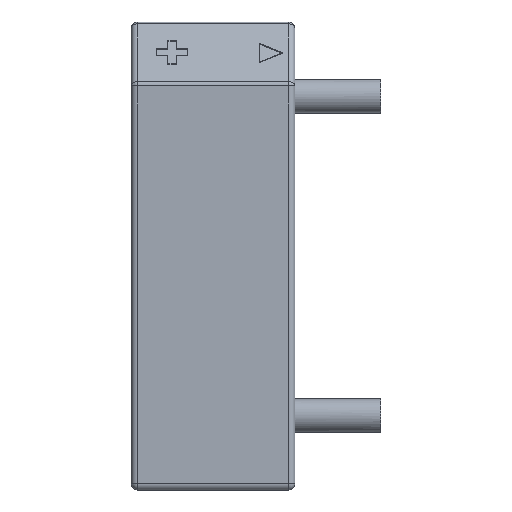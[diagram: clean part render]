
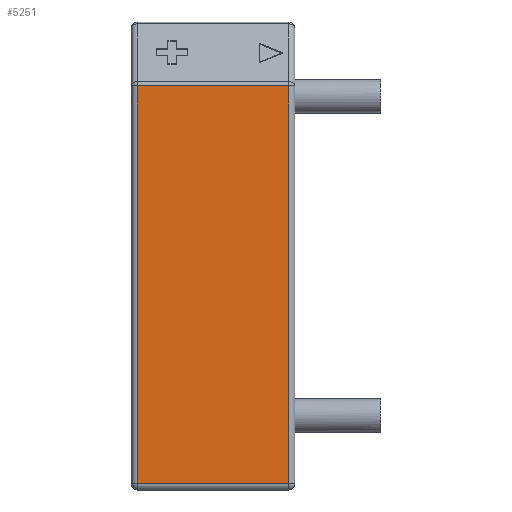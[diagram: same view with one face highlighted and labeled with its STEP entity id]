
A CAD part, left-side view. The second image highlights one B-rep face of the part: STEP entity #5251.
In plain terms, the highlighted planar face has unit normal (-1, 0, 0).
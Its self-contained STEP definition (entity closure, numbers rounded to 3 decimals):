
#136 = LINE ( 'NONE', #21076, #7864 ) ;
#767 = VERTEX_POINT ( 'NONE', #9394 ) ;
#1267 = CARTESIAN_POINT ( 'NONE',  ( -2.42, 0.3, -12.82 ) ) ;
#1335 = VERTEX_POINT ( 'NONE', #17819 ) ;
#1365 = VERTEX_POINT ( 'NONE', #6185 ) ;
#1472 = VECTOR ( 'NONE', #7652, 1000. ) ;
#2312 = ORIENTED_EDGE ( 'NONE', *, *, #4304, .T. ) ;
#3297 = ORIENTED_EDGE ( 'NONE', *, *, #18451, .T. ) ;
#4090 = LINE ( 'NONE', #7771, #1472 ) ;
#4304 = EDGE_CURVE ( 'NONE', #14875, #1335, #136, .T. ) ;
#4475 = ORIENTED_EDGE ( 'NONE', *, *, #17908, .T. ) ;
#5251 = ADVANCED_FACE ( 'NONE', ( #13963 ), #7119, .F. ) ;
#6185 = CARTESIAN_POINT ( 'NONE',  ( -2.42, 0.3, -12.62 ) ) ;
#7102 = AXIS2_PLACEMENT_3D ( 'NONE', #14080, #12361, #20937 ) ;
#7119 = PLANE ( 'NONE',  #7102 ) ;
#7652 = DIRECTION ( 'NONE',  ( 0., 1., 0. ) ) ;
#7771 = CARTESIAN_POINT ( 'NONE',  ( -2.42, 5.434, 0.337 ) ) ;
#7864 = VECTOR ( 'NONE', #13765, 1000. ) ;
#8120 = CARTESIAN_POINT ( 'NONE',  ( -2.42, 5.434, -12.62 ) ) ;
#9394 = CARTESIAN_POINT ( 'NONE',  ( -2.42, 0.3, 0.337 ) ) ;
#10503 = ORIENTED_EDGE ( 'NONE', *, *, #21367, .T. ) ;
#10950 = VECTOR ( 'NONE', #22182, 1000. ) ;
#12361 = DIRECTION ( 'NONE',  ( 1., 0., 0. ) ) ;
#13467 = DIRECTION ( 'NONE',  ( 0., -1., 0. ) ) ;
#13470 = CARTESIAN_POINT ( 'NONE',  ( -2.42, 5.234, 0.337 ) ) ;
#13765 = DIRECTION ( 'NONE',  ( 0., 0., -1. ) ) ;
#13963 = FACE_OUTER_BOUND ( 'NONE', #21720, .T. ) ;
#14080 = CARTESIAN_POINT ( 'NONE',  ( -2.42, 5.434, -12.82 ) ) ;
#14875 = VERTEX_POINT ( 'NONE', #13470 ) ;
#15645 = VECTOR ( 'NONE', #13467, 1000. ) ;
#16728 = LINE ( 'NONE', #1267, #10950 ) ;
#17819 = CARTESIAN_POINT ( 'NONE',  ( -2.42, 5.234, -12.62 ) ) ;
#17908 = EDGE_CURVE ( 'NONE', #1365, #767, #16728, .T. ) ;
#18274 = LINE ( 'NONE', #8120, #15645 ) ;
#18451 = EDGE_CURVE ( 'NONE', #1335, #1365, #18274, .T. ) ;
#20937 = DIRECTION ( 'NONE',  ( 0., 0., -1. ) ) ;
#21076 = CARTESIAN_POINT ( 'NONE',  ( -2.42, 5.234, -12.82 ) ) ;
#21367 = EDGE_CURVE ( 'NONE', #767, #14875, #4090, .T. ) ;
#21720 = EDGE_LOOP ( 'NONE', ( #4475, #10503, #2312, #3297 ) ) ;
#22182 = DIRECTION ( 'NONE',  ( 0., 0., 1. ) ) ;
